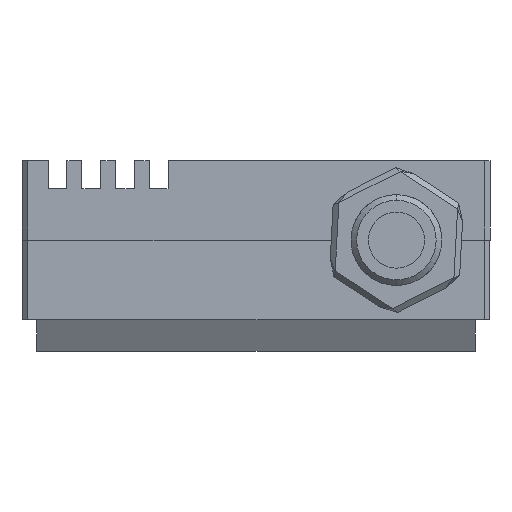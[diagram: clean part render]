
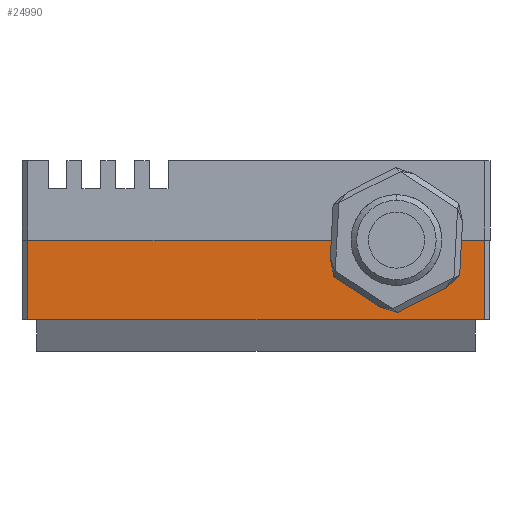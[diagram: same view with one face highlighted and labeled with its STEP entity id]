
A CAD part, left-side view. The second image highlights one B-rep face of the part: STEP entity #24990.
In plain terms, the highlighted planar face has unit normal (-1, 0, 0).
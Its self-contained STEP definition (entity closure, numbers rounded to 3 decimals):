
#225 = VERTEX_POINT ( 'NONE', #27238 ) ;
#523 = CARTESIAN_POINT ( 'NONE',  ( 0., 4.25, 0. ) ) ;
#638 = LINE ( 'NONE', #38371, #40262 ) ;
#1243 = VECTOR ( 'NONE', #28071, 1000. ) ;
#1852 = AXIS2_PLACEMENT_3D ( 'NONE', #5086, #35530, #36859 ) ;
#2780 = DIRECTION ( 'NONE',  ( 1., 0., 0. ) ) ;
#3118 = CARTESIAN_POINT ( 'NONE',  ( 0., 0., -0.3 ) ) ;
#3840 = CIRCLE ( 'NONE', #1852, 2.5 ) ;
#4511 = EDGE_LOOP ( 'NONE', ( #15450, #16481, #27125, #33179, #39870, #26942 ) ) ;
#5086 = CARTESIAN_POINT ( 'NONE',  ( 0., 0., -20. ) ) ;
#5650 = FACE_OUTER_BOUND ( 'NONE', #4511, .T. ) ;
#7630 = EDGE_CURVE ( 'NONE', #9280, #225, #3840, .T. ) ;
#8299 = VERTEX_POINT ( 'NONE', #3118 ) ;
#9280 = VERTEX_POINT ( 'NONE', #19644 ) ;
#9369 = VECTOR ( 'NONE', #16091, 1000. ) ;
#9849 = AXIS2_PLACEMENT_3D ( 'NONE', #27660, #2780, #21948 ) ;
#11008 = CARTESIAN_POINT ( 'NONE',  ( 0., 4.25, -0.3 ) ) ;
#11269 = DIRECTION ( 'NONE',  ( 0., -1., 0. ) ) ;
#12405 = LINE ( 'NONE', #24797, #1243 ) ;
#15450 = ORIENTED_EDGE ( 'NONE', *, *, #31716, .F. ) ;
#15476 = PLANE ( 'NONE',  #9849 ) ;
#15892 = VERTEX_POINT ( 'NONE', #11008 ) ;
#16091 = DIRECTION ( 'NONE',  ( 0., 0., 1. ) ) ;
#16481 = ORIENTED_EDGE ( 'NONE', *, *, #34499, .T. ) ;
#16600 = DIRECTION ( 'NONE',  ( 0., 0., 1. ) ) ;
#16960 = EDGE_CURVE ( 'NONE', #9280, #8299, #638, .T. ) ;
#17580 = EDGE_CURVE ( 'NONE', #31069, #225, #12405, .T. ) ;
#19167 = CARTESIAN_POINT ( 'NONE',  ( 0., 4.25, -24.7 ) ) ;
#19644 = CARTESIAN_POINT ( 'NONE',  ( 0., 0., -17.5 ) ) ;
#20917 = CARTESIAN_POINT ( 'NONE',  ( 0., 4.25, -0.3 ) ) ;
#21948 = DIRECTION ( 'NONE',  ( 0., 0., -1. ) ) ;
#23574 = DIRECTION ( 'NONE',  ( 0., 1., 0. ) ) ;
#24797 = CARTESIAN_POINT ( 'NONE',  ( 0., 0., 0. ) ) ;
#24990 = ADVANCED_FACE ( 'NONE', ( #5650 ), #15476, .F. ) ;
#25032 = LINE ( 'NONE', #523, #9369 ) ;
#26942 = ORIENTED_EDGE ( 'NONE', *, *, #28442, .T. ) ;
#26983 = CARTESIAN_POINT ( 'NONE',  ( 0., 0., -24.7 ) ) ;
#27035 = LINE ( 'NONE', #20917, #36195 ) ;
#27125 = ORIENTED_EDGE ( 'NONE', *, *, #17580, .T. ) ;
#27238 = CARTESIAN_POINT ( 'NONE',  ( 0., 0., -22.5 ) ) ;
#27660 = CARTESIAN_POINT ( 'NONE',  ( 0., 4.25, 0. ) ) ;
#28071 = DIRECTION ( 'NONE',  ( 0., 0., 1. ) ) ;
#28442 = EDGE_CURVE ( 'NONE', #8299, #15892, #27035, .T. ) ;
#28469 = VECTOR ( 'NONE', #11269, 1000. ) ;
#31069 = VERTEX_POINT ( 'NONE', #26983 ) ;
#31716 = EDGE_CURVE ( 'NONE', #32356, #15892, #25032, .T. ) ;
#32356 = VERTEX_POINT ( 'NONE', #19167 ) ;
#33179 = ORIENTED_EDGE ( 'NONE', *, *, #7630, .F. ) ;
#34499 = EDGE_CURVE ( 'NONE', #32356, #31069, #35708, .T. ) ;
#35530 = DIRECTION ( 'NONE',  ( -1., 0., 0. ) ) ;
#35708 = LINE ( 'NONE', #36099, #28469 ) ;
#36099 = CARTESIAN_POINT ( 'NONE',  ( 0., 4.25, -24.7 ) ) ;
#36195 = VECTOR ( 'NONE', #23574, 1000. ) ;
#36859 = DIRECTION ( 'NONE',  ( 0., 0., 1. ) ) ;
#38371 = CARTESIAN_POINT ( 'NONE',  ( 0., 0., 0. ) ) ;
#39870 = ORIENTED_EDGE ( 'NONE', *, *, #16960, .T. ) ;
#40262 = VECTOR ( 'NONE', #16600, 1000. ) ;
